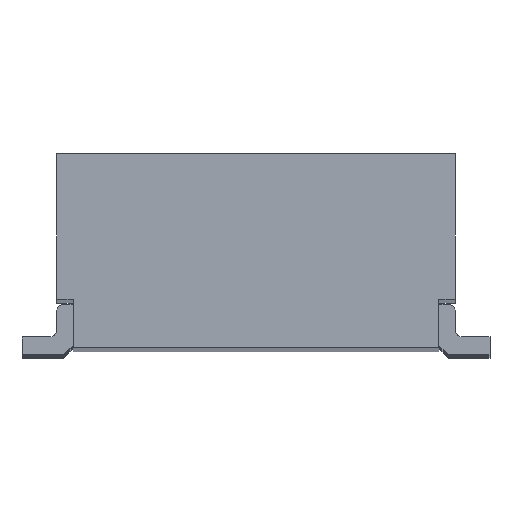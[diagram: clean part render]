
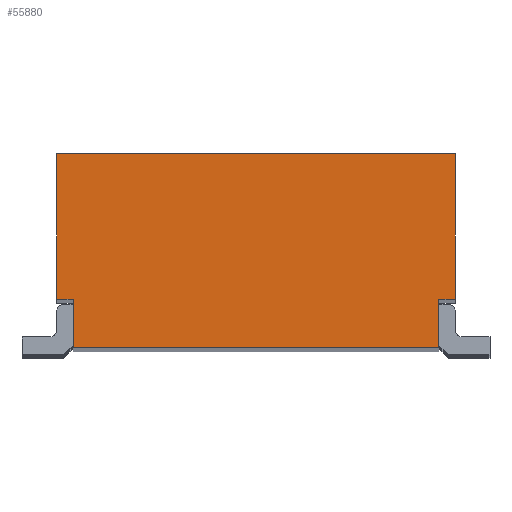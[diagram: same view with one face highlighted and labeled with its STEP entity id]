
A CAD part, top view. The second image highlights one B-rep face of the part: STEP entity #55880.
In plain terms, the highlighted planar face has unit normal (0, 0, 1).
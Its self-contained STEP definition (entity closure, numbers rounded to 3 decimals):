
#1670=CARTESIAN_POINT('',(1.44,1.4,7.185));
#1680=VERTEX_POINT('',#1670);
#1710=CARTESIAN_POINT('',(0.,1.4,7.185));
#1720=DIRECTION('',(-1.,0.,0.));
#1730=VECTOR('',#1720,1.);
#1740=LINE('',#1710,#1730);
#1750=CARTESIAN_POINT('',(-1.44,1.4,7.185));
#1760=VERTEX_POINT('',#1750);
#1770=EDGE_CURVE('',#1680,#1760,#1740,.T.);
#9220=CARTESIAN_POINT('',(-1.44,0.35,7.185));
#9230=VERTEX_POINT('',#9220);
#9580=CARTESIAN_POINT('',(-1.44,0.,7.185));
#9590=DIRECTION('',(0.,1.,0.));
#9600=VECTOR('',#9590,1.);
#9610=LINE('',#9580,#9600);
#9620=EDGE_CURVE('',#9230,#1760,#9610,.T.);
#17020=CARTESIAN_POINT('',(1.32,0.35,7.185));
#17030=VERTEX_POINT('',#17020);
#17080=CARTESIAN_POINT('',(0.,0.35,7.185)
);
#17090=DIRECTION('',(1.,0.,0.));
#17100=VECTOR('',#17090,1.);
#17110=LINE('',#17080,#17100);
#17120=CARTESIAN_POINT('',(1.44,0.35,7.185));
#17130=VERTEX_POINT('',#17120);
#17140=EDGE_CURVE('',#17030,#17130,#17110,.T.);
#55420=CARTESIAN_POINT('',(0.,0.7,7.185
));
#55430=DIRECTION('',(0.,0.,1.));
#55440=DIRECTION('',(-1.,0.,0.));
#55450=AXIS2_PLACEMENT_3D('',#55420,#55430,#55440);
#55460=PLANE('',#55450);
#55470=CARTESIAN_POINT('',(1.32,0.,7.185));
#55480=DIRECTION('',(0.,-1.,0.));
#55490=VECTOR('',#55480,1.);
#55500=LINE('',#55470,#55490);
#55510=CARTESIAN_POINT('',(1.32,0.,7.185));
#55520=VERTEX_POINT('',#55510);
#55530=EDGE_CURVE('',#17030,#55520,#55500,.T.);
#55540=ORIENTED_EDGE('',*,*,#55530,.F.);
#55550=CARTESIAN_POINT('',(0.,0.,
7.185));
#55560=DIRECTION('',(-1.,0.,0.));
#55570=VECTOR('',#55560,1.);
#55580=LINE('',#55550,#55570);
#55590=CARTESIAN_POINT('',(-1.32,0.,7.185));
#55600=VERTEX_POINT('',#55590);
#55610=EDGE_CURVE('',#55520,#55600,#55580,.T.);
#55620=ORIENTED_EDGE('',*,*,#55610,.F.);
#55630=CARTESIAN_POINT('',(-1.32,0.,7.185));
#55640=DIRECTION('',(0.,1.,0.));
#55650=VECTOR('',#55640,1.);
#55660=LINE('',#55630,#55650);
#55670=CARTESIAN_POINT('',(-1.32,0.35,7.185));
#55680=VERTEX_POINT('',#55670);
#55690=EDGE_CURVE('',#55600,#55680,#55660,.T.);
#55700=ORIENTED_EDGE('',*,*,#55690,.F.);
#55710=CARTESIAN_POINT('',(0.,0.35,7.185))
;
#55720=DIRECTION('',(-1.,0.,0.));
#55730=VECTOR('',#55720,1.);
#55740=LINE('',#55710,#55730);
#55750=EDGE_CURVE('',#55680,#9230,#55740,.T.);
#55760=ORIENTED_EDGE('',*,*,#55750,.F.);
#55770=ORIENTED_EDGE('',*,*,#9620,.F.);
#55780=ORIENTED_EDGE('',*,*,#1770,.T.);
#55790=CARTESIAN_POINT('',(1.44,0.,7.185));
#55800=DIRECTION('',(0.,1.,0.));
#55810=VECTOR('',#55800,1.);
#55820=LINE('',#55790,#55810);
#55830=EDGE_CURVE('',#17130,#1680,#55820,.T.);
#55840=ORIENTED_EDGE('',*,*,#55830,.T.);
#55850=ORIENTED_EDGE('',*,*,#17140,.T.);
#55860=EDGE_LOOP('',(#55850,#55840,#55780,#55770,#55760,#55700,#55620,
#55540));
#55870=FACE_OUTER_BOUND('',#55860,.T.);
#55880=ADVANCED_FACE('',(#55870),#55460,.T.);
